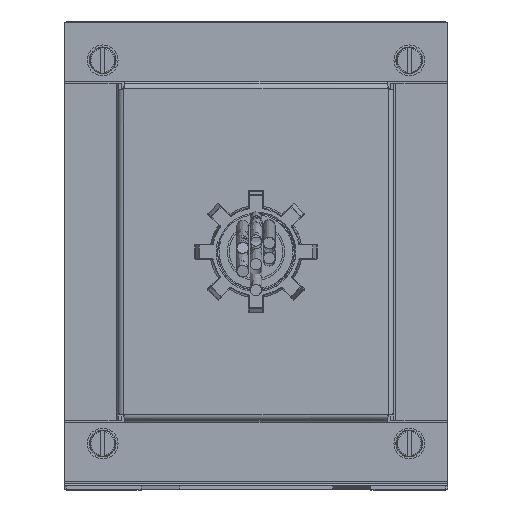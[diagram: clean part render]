
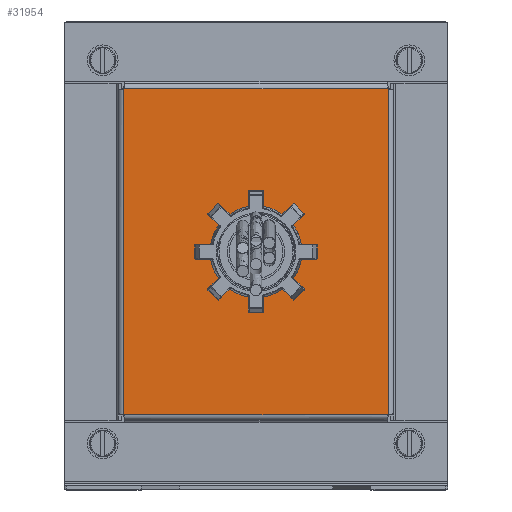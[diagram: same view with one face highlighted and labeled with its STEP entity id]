
A CAD part, top view. The second image highlights one B-rep face of the part: STEP entity #31954.
In plain terms, the highlighted planar face has unit normal (0, 0, 1).
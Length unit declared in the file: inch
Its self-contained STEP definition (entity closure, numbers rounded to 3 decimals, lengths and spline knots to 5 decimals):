
#10 = DIRECTION ( 'NONE',  ( 0., 0., 1. ) ) ;
#1728 = FACE_BOUND ( 'NONE', #30354, .T. ) ;
#1840 = CARTESIAN_POINT ( 'NONE',  ( -1.64959, 4.20691, 6.59499 ) ) ;
#2407 = CIRCLE ( 'NONE', #21059, 0.3937 ) ;
#2509 = LINE ( 'NONE', #39366, #28868 ) ;
#4105 = CARTESIAN_POINT ( 'NONE',  ( -0.68502, 2.53368, 6.59499 ) ) ;
#6291 = VERTEX_POINT ( 'NONE', #18447 ) ;
#7420 = VERTEX_POINT ( 'NONE', #38017 ) ;
#7481 = CARTESIAN_POINT ( 'NONE',  ( 1.06694, 4.20691, 6.59499 ) ) ;
#8772 = DIRECTION ( 'NONE',  ( -1., 0., 0. ) ) ;
#9626 = ORIENTED_EDGE ( 'NONE', *, *, #13136, .T. ) ;
#9763 = DIRECTION ( 'NONE',  ( -1., 0., 0. ) ) ;
#10770 = VECTOR ( 'NONE', #16745, 39.37008 ) ;
#10982 = EDGE_CURVE ( 'NONE', #6291, #38393, #22265, .T. ) ;
#11415 = DIRECTION ( 'NONE',  ( 0., 0., -1. ) ) ;
#12522 = CARTESIAN_POINT ( 'NONE',  ( -0.29132, 2.53368, 6.59499 ) ) ;
#12580 = AXIS2_PLACEMENT_3D ( 'NONE', #17629, #11415, #8772 ) ;
#12650 = CARTESIAN_POINT ( 'NONE',  ( 0.10238, 2.53368, 6.59499 ) ) ;
#13094 = ORIENTED_EDGE ( 'NONE', *, *, #10982, .T. ) ;
#13136 = EDGE_CURVE ( 'NONE', #15553, #7420, #26210, .T. ) ;
#13215 = EDGE_CURVE ( 'NONE', #26561, #20461, #2407, .T. ) ;
#13628 = CARTESIAN_POINT ( 'NONE',  ( 1.06694, 4.20691, 6.59499 ) ) ;
#13791 = CARTESIAN_POINT ( 'NONE',  ( 1.06694, 0.86045, 6.59499 ) ) ;
#14606 = EDGE_LOOP ( 'NONE', ( #34181, #13094, #27462, #9626 ) ) ;
#14679 = ORIENTED_EDGE ( 'NONE', *, *, #13215, .F. ) ;
#15553 = VERTEX_POINT ( 'NONE', #27263 ) ;
#16745 = DIRECTION ( 'NONE',  ( 0., -1., 0. ) ) ;
#17487 = EDGE_CURVE ( 'NONE', #20461, #26561, #31809, .T. ) ;
#17629 = CARTESIAN_POINT ( 'NONE',  ( 1.01576, 4.01858, 6.59499 ) ) ;
#18447 = CARTESIAN_POINT ( 'NONE',  ( 1.06694, 0.86045, 6.59499 ) ) ;
#18502 = VECTOR ( 'NONE', #25885, 39.37008 ) ;
#19668 = PLANE ( 'NONE',  #12580 ) ;
#20461 = VERTEX_POINT ( 'NONE', #12650 ) ;
#21059 = AXIS2_PLACEMENT_3D ( 'NONE', #12522, #10, #30197 ) ;
#21673 = DIRECTION ( 'NONE',  ( 1., 0., 0. ) ) ;
#22265 = LINE ( 'NONE', #13791, #33589 ) ;
#22694 = LINE ( 'NONE', #13628, #18502 ) ;
#25706 = FACE_OUTER_BOUND ( 'NONE', #14606, .T. ) ;
#25881 = EDGE_CURVE ( 'NONE', #38393, #15553, #22694, .T. ) ;
#25885 = DIRECTION ( 'NONE',  ( -1., 0., 0. ) ) ;
#26210 = LINE ( 'NONE', #1840, #10770 ) ;
#26561 = VERTEX_POINT ( 'NONE', #4105 ) ;
#27263 = CARTESIAN_POINT ( 'NONE',  ( -1.64959, 4.20691, 6.59499 ) ) ;
#27462 = ORIENTED_EDGE ( 'NONE', *, *, #25881, .T. ) ;
#28868 = VECTOR ( 'NONE', #21673, 39.37008 ) ;
#29021 = ORIENTED_EDGE ( 'NONE', *, *, #17487, .F. ) ;
#30197 = DIRECTION ( 'NONE',  ( -1., 0., 0. ) ) ;
#30354 = EDGE_LOOP ( 'NONE', ( #14679, #29021 ) ) ;
#31809 = CIRCLE ( 'NONE', #38908, 0.3937 ) ;
#31954 = ADVANCED_FACE ( 'NONE', ( #25706, #1728 ), #19668, .F. ) ;
#33589 = VECTOR ( 'NONE', #37921, 39.37008 ) ;
#34181 = ORIENTED_EDGE ( 'NONE', *, *, #35006, .T. ) ;
#35006 = EDGE_CURVE ( 'NONE', #7420, #6291, #2509, .T. ) ;
#35997 = DIRECTION ( 'NONE',  ( 0., 0., 1. ) ) ;
#36386 = CARTESIAN_POINT ( 'NONE',  ( -0.29132, 2.53368, 6.59499 ) ) ;
#37921 = DIRECTION ( 'NONE',  ( 0., 1., 0. ) ) ;
#38017 = CARTESIAN_POINT ( 'NONE',  ( -1.64959, 0.86045, 6.59499 ) ) ;
#38393 = VERTEX_POINT ( 'NONE', #7481 ) ;
#38908 = AXIS2_PLACEMENT_3D ( 'NONE', #36386, #35997, #9763 ) ;
#39366 = CARTESIAN_POINT ( 'NONE',  ( -1.64959, 0.86045, 6.59499 ) ) ;
